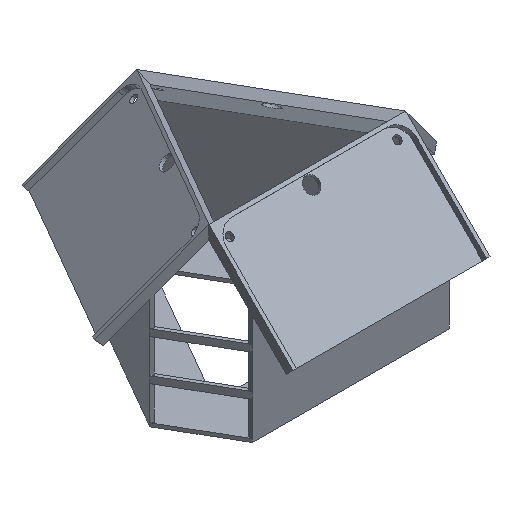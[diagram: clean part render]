
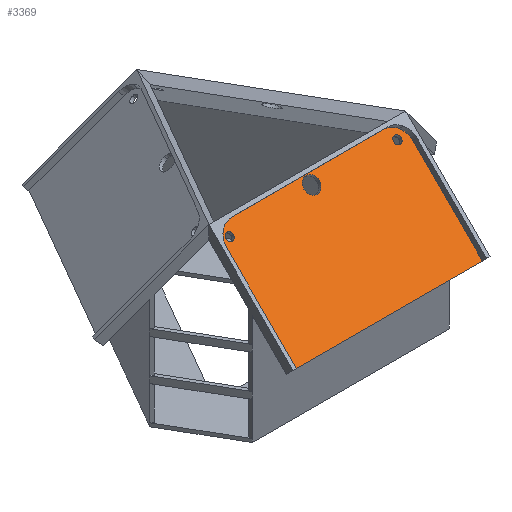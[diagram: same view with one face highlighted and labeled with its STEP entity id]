
A CAD part, isometric view. The second image highlights one B-rep face of the part: STEP entity #3369.
In plain terms, the highlighted planar face has unit normal (0, -0.707, 0.707).
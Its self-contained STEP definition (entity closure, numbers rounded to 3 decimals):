
#2345=CARTESIAN_POINT('Vertex',(56.,-97.252,-51.972)) ;
#2348=CARTESIAN_POINT('Line Origine',(0.,-97.252,-51.972)) ;
#2352=CARTESIAN_POINT('Vertex',(-56.,-97.252,-51.972)) ;
#3066=CARTESIAN_POINT('Vertex',(4.5,-52.704,-7.425)) ;
#3069=CARTESIAN_POINT('Axis2P3D Location',(0.,-52.704,-7.425)) ;
#3073=CARTESIAN_POINT('Vertex',(-4.5,-52.704,-7.425)) ;
#3088=CARTESIAN_POINT('Axis2P3D Location',(0.,-52.704,-7.425)) ;
#3109=CARTESIAN_POINT('Vertex',(51.62,-53.836,-8.556)) ;
#3112=CARTESIAN_POINT('Axis2P3D Location',(49.4,-53.836,-8.556)) ;
#3116=CARTESIAN_POINT('Vertex',(47.18,-53.836,-8.556)) ;
#3131=CARTESIAN_POINT('Axis2P3D Location',(49.4,-53.836,-8.556)) ;
#3152=CARTESIAN_POINT('Vertex',(-51.62,-53.836,-8.556)) ;
#3155=CARTESIAN_POINT('Axis2P3D Location',(-49.4,-53.836,-8.556)) ;
#3159=CARTESIAN_POINT('Vertex',(-47.18,-53.836,-8.556)) ;
#3174=CARTESIAN_POINT('Axis2P3D Location',(-49.4,-53.836,-8.556)) ;
#3195=CARTESIAN_POINT('Vertex',(-56.,-56.24,-10.96)) ;
#3198=CARTESIAN_POINT('Line Origine',(-56.,-76.746,-31.466)) ;
#3219=CARTESIAN_POINT('Vertex',(-53.071,-51.24,-5.96)) ;
#3222=CARTESIAN_POINT('Axis2P3D Location',(-46.,-56.24,-10.96)) ;
#3238=CARTESIAN_POINT('Vertex',(-46.,-49.169,-3.889)) ;
#3241=CARTESIAN_POINT('Axis2P3D Location',(-46.,-56.24,-10.96)) ;
#3262=CARTESIAN_POINT('Vertex',(46.,-49.169,-3.889)) ;
#3265=CARTESIAN_POINT('Line Origine',(0.,-49.169,-3.889)) ;
#3286=CARTESIAN_POINT('Vertex',(53.071,-51.24,-5.96)) ;
#3289=CARTESIAN_POINT('Axis2P3D Location',(46.,-56.24,-10.96)) ;
#3310=CARTESIAN_POINT('Vertex',(56.,-56.24,-10.96)) ;
#3313=CARTESIAN_POINT('Axis2P3D Location',(46.,-56.24,-10.96)) ;
#3330=CARTESIAN_POINT('Line Origine',(56.,-76.746,-31.466)) ;
#3342=CARTESIAN_POINT('Axis2P3D Location',(0.,-22.64,22.64)) ;
#2349=DIRECTION('Vector Direction',(1.,0.,0.)) ;
#3070=DIRECTION('Axis2P3D Direction',(0.,-0.707,0.707)) ;
#3089=DIRECTION('Axis2P3D Direction',(0.,-0.707,0.707)) ;
#3113=DIRECTION('Axis2P3D Direction',(0.,-0.707,0.707)) ;
#3132=DIRECTION('Axis2P3D Direction',(0.,-0.707,0.707)) ;
#3156=DIRECTION('Axis2P3D Direction',(0.,-0.707,0.707)) ;
#3175=DIRECTION('Axis2P3D Direction',(0.,-0.707,0.707)) ;
#3199=DIRECTION('Vector Direction',(0.,-0.707,-0.707)) ;
#3223=DIRECTION('Axis2P3D Direction',(0.,-0.707,0.707)) ;
#3242=DIRECTION('Axis2P3D Direction',(0.,-0.707,0.707)) ;
#3266=DIRECTION('Vector Direction',(-1.,0.,0.)) ;
#3290=DIRECTION('Axis2P3D Direction',(0.,-0.707,0.707)) ;
#3314=DIRECTION('Axis2P3D Direction',(0.,-0.707,0.707)) ;
#3331=DIRECTION('Vector Direction',(0.,0.707,0.707)) ;
#3343=DIRECTION('Axis2P3D Direction',(0.,-0.707,0.707)) ;
#3344=DIRECTION('Axis2P3D XDirection',(1.,0.,-0.)) ;
#3071=AXIS2_PLACEMENT_3D('Circle Axis2P3D',#3069,#3070,$) ;
#3090=AXIS2_PLACEMENT_3D('Circle Axis2P3D',#3088,#3089,$) ;
#3114=AXIS2_PLACEMENT_3D('Circle Axis2P3D',#3112,#3113,$) ;
#3133=AXIS2_PLACEMENT_3D('Circle Axis2P3D',#3131,#3132,$) ;
#3157=AXIS2_PLACEMENT_3D('Circle Axis2P3D',#3155,#3156,$) ;
#3176=AXIS2_PLACEMENT_3D('Circle Axis2P3D',#3174,#3175,$) ;
#3224=AXIS2_PLACEMENT_3D('Circle Axis2P3D',#3222,#3223,$) ;
#3243=AXIS2_PLACEMENT_3D('Circle Axis2P3D',#3241,#3242,$) ;
#3291=AXIS2_PLACEMENT_3D('Circle Axis2P3D',#3289,#3290,$) ;
#3315=AXIS2_PLACEMENT_3D('Circle Axis2P3D',#3313,#3314,$) ;
#3345=AXIS2_PLACEMENT_3D('Plane Axis2P3D',#3342,#3343,#3344) ;
#3348=ORIENTED_EDGE('',*,*,#3269,.T.) ;
#3349=ORIENTED_EDGE('',*,*,#3245,.T.) ;
#3350=ORIENTED_EDGE('',*,*,#3226,.T.) ;
#3351=ORIENTED_EDGE('',*,*,#3202,.T.) ;
#3352=ORIENTED_EDGE('',*,*,#2354,.T.) ;
#3353=ORIENTED_EDGE('',*,*,#3334,.T.) ;
#3354=ORIENTED_EDGE('',*,*,#3317,.T.) ;
#3355=ORIENTED_EDGE('',*,*,#3293,.T.) ;
#3358=ORIENTED_EDGE('',*,*,#3075,.F.) ;
#3359=ORIENTED_EDGE('',*,*,#3092,.F.) ;
#3362=ORIENTED_EDGE('',*,*,#3135,.F.) ;
#3363=ORIENTED_EDGE('',*,*,#3118,.F.) ;
#3366=ORIENTED_EDGE('',*,*,#3178,.F.) ;
#3367=ORIENTED_EDGE('',*,*,#3161,.F.) ;
#3360=FACE_BOUND('',#3357,.T.) ;
#3364=FACE_BOUND('',#3361,.T.) ;
#3368=FACE_BOUND('',#3365,.T.) ;
#2350=VECTOR('Line Direction',#2349,1.) ;
#3200=VECTOR('Line Direction',#3199,1.) ;
#3267=VECTOR('Line Direction',#3266,1.) ;
#3332=VECTOR('Line Direction',#3331,1.) ;
#3369=ADVANCED_FACE('PartBody',(#3356,#3360,#3364,#3368),#3346,.T.) ;
#3072=CIRCLE('generated circle',#3071,4.5) ;
#3091=CIRCLE('generated circle',#3090,4.5) ;
#3115=CIRCLE('generated circle',#3114,2.22) ;
#3134=CIRCLE('generated circle',#3133,2.22) ;
#3158=CIRCLE('generated circle',#3157,2.22) ;
#3177=CIRCLE('generated circle',#3176,2.22) ;
#3225=CIRCLE('generated circle',#3224,10.) ;
#3244=CIRCLE('generated circle',#3243,10.) ;
#3292=CIRCLE('generated circle',#3291,10.) ;
#3316=CIRCLE('generated circle',#3315,10.) ;
#2354=EDGE_CURVE('',#2353,#2346,#2351,.T.) ;
#3075=EDGE_CURVE('',#3067,#3074,#3072,.T.) ;
#3092=EDGE_CURVE('',#3074,#3067,#3091,.T.) ;
#3118=EDGE_CURVE('',#3110,#3117,#3115,.T.) ;
#3135=EDGE_CURVE('',#3117,#3110,#3134,.T.) ;
#3161=EDGE_CURVE('',#3153,#3160,#3158,.T.) ;
#3178=EDGE_CURVE('',#3160,#3153,#3177,.T.) ;
#3202=EDGE_CURVE('',#3196,#2353,#3201,.T.) ;
#3226=EDGE_CURVE('',#3220,#3196,#3225,.T.) ;
#3245=EDGE_CURVE('',#3239,#3220,#3244,.T.) ;
#3269=EDGE_CURVE('',#3263,#3239,#3268,.T.) ;
#3293=EDGE_CURVE('',#3287,#3263,#3292,.T.) ;
#3317=EDGE_CURVE('',#3311,#3287,#3316,.T.) ;
#3334=EDGE_CURVE('',#2346,#3311,#3333,.T.) ;
#3347=EDGE_LOOP('',(#3348,#3349,#3350,#3351,#3352,#3353,#3354,#3355)) ;
#3357=EDGE_LOOP('',(#3358,#3359)) ;
#3361=EDGE_LOOP('',(#3362,#3363)) ;
#3365=EDGE_LOOP('',(#3366,#3367)) ;
#3356=FACE_OUTER_BOUND('',#3347,.T.) ;
#2351=LINE('Line',#2348,#2350) ;
#3201=LINE('Line',#3198,#3200) ;
#3268=LINE('Line',#3265,#3267) ;
#3333=LINE('Line',#3330,#3332) ;
#3346=PLANE('',#3345) ;
#2346=VERTEX_POINT('',#2345) ;
#2353=VERTEX_POINT('',#2352) ;
#3067=VERTEX_POINT('',#3066) ;
#3074=VERTEX_POINT('',#3073) ;
#3110=VERTEX_POINT('',#3109) ;
#3117=VERTEX_POINT('',#3116) ;
#3153=VERTEX_POINT('',#3152) ;
#3160=VERTEX_POINT('',#3159) ;
#3196=VERTEX_POINT('',#3195) ;
#3220=VERTEX_POINT('',#3219) ;
#3239=VERTEX_POINT('',#3238) ;
#3263=VERTEX_POINT('',#3262) ;
#3287=VERTEX_POINT('',#3286) ;
#3311=VERTEX_POINT('',#3310) ;
